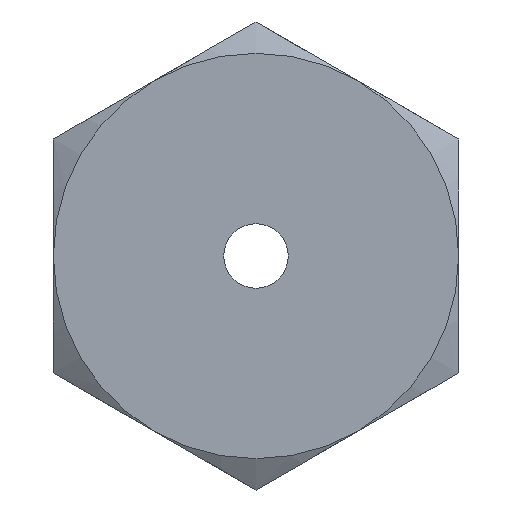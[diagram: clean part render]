
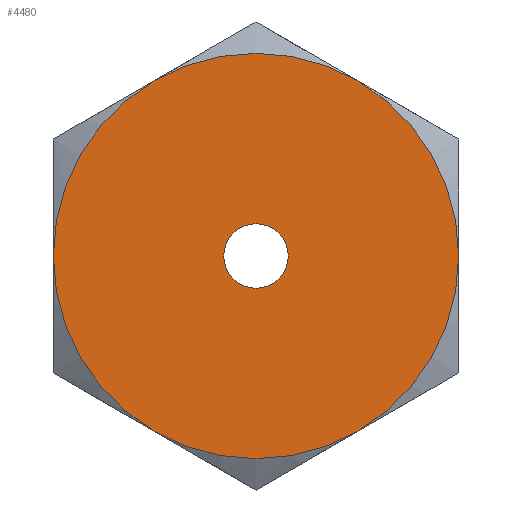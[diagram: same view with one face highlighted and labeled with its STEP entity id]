
A CAD part, left-side view. The second image highlights one B-rep face of the part: STEP entity #4480.
In plain terms, the highlighted planar face has unit normal (-1, 0, 0).
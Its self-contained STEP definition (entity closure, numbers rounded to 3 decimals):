
#1904=CARTESIAN_POINT('',(-4.,2.5,
-4.33));
#1932=CARTESIAN_POINT('',(-4.,5.,
0.));
#1956=CARTESIAN_POINT('',(-4.,2.5,4.33));
#1982=CARTESIAN_POINT('',(-4.,-2.5,
4.33));
#2008=CARTESIAN_POINT('',(-4.,-5.,
0.));
#2034=CARTESIAN_POINT('',(-4.,-2.5,
-4.33));
#2049=CARTESIAN_POINT('',(-4.,0.,0.));
#2050=DIRECTION('',(-1.,0.,0.));
#2051=DIRECTION('',(0.,1.,0.));
#2052=AXIS2_PLACEMENT_3D('',#2049,#2050,#2051);
#2054=CARTESIAN_POINT('',(-4.,0.,0.));
#2055=DIRECTION('',(-1.,0.,0.));
#2056=DIRECTION('',(0.,0.5,0.866));
#2057=AXIS2_PLACEMENT_3D('',#2054,#2055,#2056);
#2059=CARTESIAN_POINT('',(-4.,0.,0.));
#2060=DIRECTION('',(-1.,0.,0.));
#2061=DIRECTION('',(0.,-0.5,0.866));
#2062=AXIS2_PLACEMENT_3D('',#2059,#2060,#2061);
#2064=CARTESIAN_POINT('',(-4.,0.,0.));
#2065=DIRECTION('',(-1.,0.,0.));
#2066=DIRECTION('',(0.,-1.,0.));
#2067=AXIS2_PLACEMENT_3D('',#2064,#2065,#2066);
#2069=CARTESIAN_POINT('',(-4.,0.,0.));
#2070=DIRECTION('',(-1.,0.,0.));
#2071=DIRECTION('',(0.,-0.5,-0.866));
#2072=AXIS2_PLACEMENT_3D('',#2069,#2070,#2071);
#2074=CARTESIAN_POINT('',(-4.,0.,0.));
#2075=DIRECTION('',(-1.,0.,0.));
#2076=DIRECTION('',(0.,0.5,-0.866));
#2077=AXIS2_PLACEMENT_3D('',#2074,#2075,#2076);
#2079=CARTESIAN_POINT('',(-4.,0.,0.));
#2080=DIRECTION('',(1.,0.,0.));
#2081=DIRECTION('',(0.,-1.,0.));
#2082=AXIS2_PLACEMENT_3D('',#2079,#2080,#2081);
#2084=CARTESIAN_POINT('',(-4.,0.,0.));
#2085=DIRECTION('',(1.,0.,0.));
#2086=DIRECTION('',(0.,1.,0.));
#2087=AXIS2_PLACEMENT_3D('',#2084,#2085,#2086);
#2170=VERTEX_POINT('',#1904);
#2172=VERTEX_POINT('',#1932);
#2175=VERTEX_POINT('',#1956);
#2177=VERTEX_POINT('',#1982);
#2179=VERTEX_POINT('',#2008);
#2180=VERTEX_POINT('',#2034);
#2213=CARTESIAN_POINT('',(-4.,-0.795,0.));
#2214=CARTESIAN_POINT('',(-4.,0.795,0.));
#2215=VERTEX_POINT('',#2213);
#2216=VERTEX_POINT('',#2214);
#4458=CARTESIAN_POINT('',(-4.,0.,0.));
#4459=DIRECTION('',(1.,0.,0.));
#4460=DIRECTION('',(0.,1.,0.));
#4461=AXIS2_PLACEMENT_3D('',#4458,#4459,#4460);
#4462=PLANE('',#4461);
#4463=ORIENTED_EDGE('',*,*,#4429,.F.);
#4465=ORIENTED_EDGE('',*,*,#4464,.F.);
#4467=ORIENTED_EDGE('',*,*,#4466,.F.);
#4469=ORIENTED_EDGE('',*,*,#4468,.F.);
#4470=ORIENTED_EDGE('',*,*,#4453,.F.);
#4471=ORIENTED_EDGE('',*,*,#4440,.F.);
#4472=EDGE_LOOP('',(#4463,#4465,#4467,#4469,#4470,#4471));
#4473=FACE_OUTER_BOUND('',#4472,.F.);
#4475=ORIENTED_EDGE('',*,*,#4474,.F.);
#4477=ORIENTED_EDGE('',*,*,#4476,.F.);
#4478=EDGE_LOOP('',(#4475,#4477));
#4479=FACE_BOUND('',#4478,.F.);
#2053=CIRCLE('',#2052,5.);
#2058=CIRCLE('',#2057,5.);
#2063=CIRCLE('',#2062,5.);
#2068=CIRCLE('',#2067,5.);
#2073=CIRCLE('',#2072,5.);
#2078=CIRCLE('',#2077,5.);
#2083=CIRCLE('',#2082,0.795);
#2088=CIRCLE('',#2087,0.795);
#4429=EDGE_CURVE('',#2172,#2170,#2053,.T.);
#4440=EDGE_CURVE('',#2170,#2180,#2078,.T.);
#4453=EDGE_CURVE('',#2180,#2179,#2073,.T.);
#4464=EDGE_CURVE('',#2175,#2172,#2058,.T.);
#4466=EDGE_CURVE('',#2177,#2175,#2063,.T.);
#4468=EDGE_CURVE('',#2179,#2177,#2068,.T.);
#4474=EDGE_CURVE('',#2215,#2216,#2083,.T.);
#4476=EDGE_CURVE('',#2216,#2215,#2088,.T.);
#4480=ADVANCED_FACE('',(#4473,#4479),#4462,.F.);
